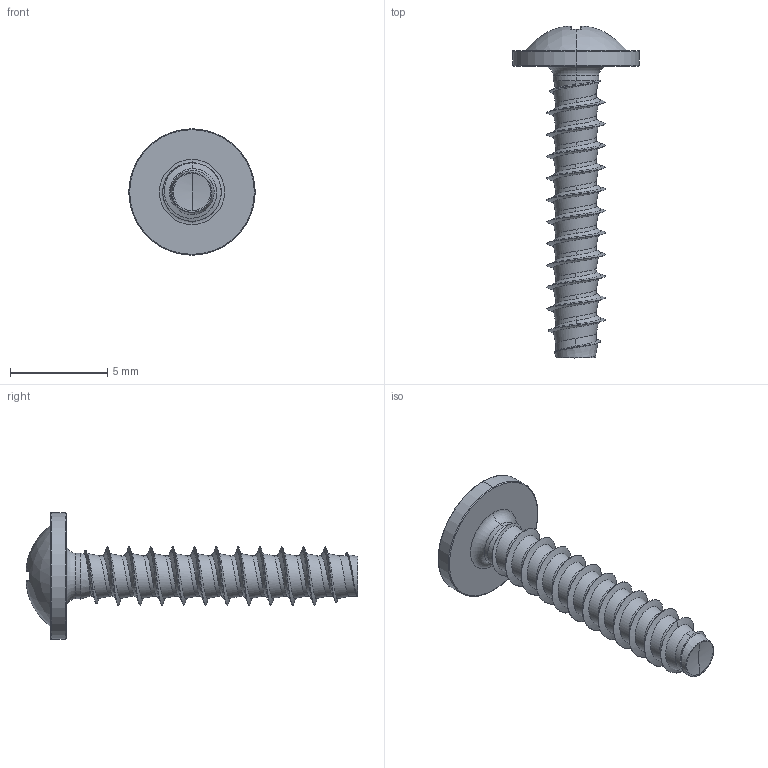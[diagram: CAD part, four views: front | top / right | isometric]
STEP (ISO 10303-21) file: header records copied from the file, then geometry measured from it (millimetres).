
FILE_DESCRIPTION (( 'STEP AP203' ), '1' );
FILE_NAME ('STP210300150.STEP', '2017-08-14T17:13:10', ( '' ), ( '' ), 'SwSTEP 2.0', 'SolidWorks 2015', '' );
FILE_SCHEMA (( 'CONFIG_CONTROL_DESIGN' ));
Length unit declared in the file: millimetre
Products named in the file (1): STP210300150
Bounding box: 6.5 x 17.06 x 6.5 mm (x, y, z)
Volume: 100.7 mm3; surface area: 253.9 mm2
Topology: 1 solids, 1 shells, 205 faces, 489 edges, 287 vertices
Faces by surface type: bspline 63, cylinder 52, plane 31, torus 30, sphere 20, cone 9
Entity records: 23295 total; most frequent: CARTESIAN_POINT 19060, ORIENTED_EDGE 974, DIRECTION 767, EDGE_CURVE 487, AXIS2_PLACEMENT_3D 339, VERTEX_POINT 287, EDGE_LOOP 208, ADVANCED_FACE 205
